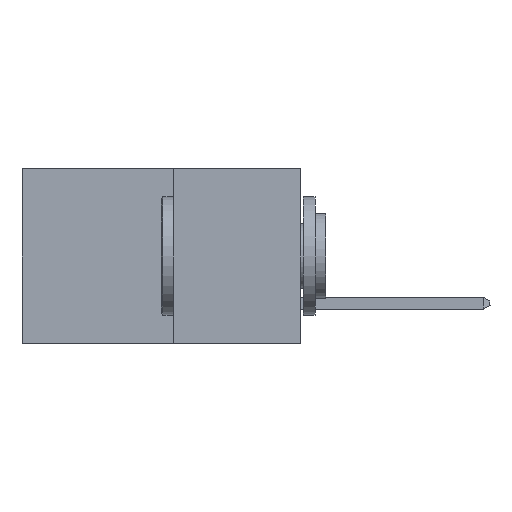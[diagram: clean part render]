
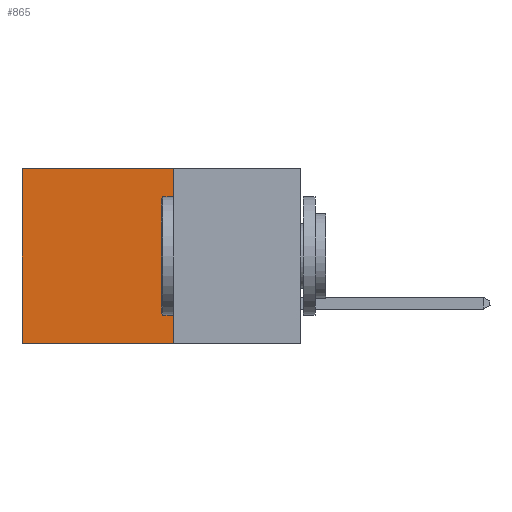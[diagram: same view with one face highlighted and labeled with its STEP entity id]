
A CAD part, left-side view. The second image highlights one B-rep face of the part: STEP entity #865.
In plain terms, the highlighted planar face has unit normal (-1, 0, 0).
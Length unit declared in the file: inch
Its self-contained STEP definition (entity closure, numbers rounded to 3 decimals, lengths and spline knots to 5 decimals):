
#215 = ORIENTED_EDGE ( 'NONE', *, *, #3574, .T. ) ;
#758 = LINE ( 'NONE', #6716, #7604 ) ;
#865 = ADVANCED_FACE ( 'NONE', ( #10615 ), #7742, .F. ) ;
#1076 = ORIENTED_EDGE ( 'NONE', *, *, #11813, .T. ) ;
#1347 = VERTEX_POINT ( 'NONE', #8979 ) ;
#2017 = VECTOR ( 'NONE', #8580, 39.37008 ) ;
#2280 = CARTESIAN_POINT ( 'NONE',  ( 0.277, 0.27, -0.37 ) ) ;
#2818 = DIRECTION ( 'NONE',  ( 0., 0., -1. ) ) ;
#3392 = CARTESIAN_POINT ( 'NONE',  ( 0.277, 0.27, -0.37 ) ) ;
#3574 = EDGE_CURVE ( 'NONE', #8800, #1347, #5700, .T. ) ;
#3889 = ORIENTED_EDGE ( 'NONE', *, *, #9020, .F. ) ;
#4824 = CARTESIAN_POINT ( 'NONE',  ( 0.277, 0.59, -0.37 ) ) ;
#5303 = AXIS2_PLACEMENT_3D ( 'NONE', #2280, #12875, #2818 ) ;
#5309 = LINE ( 'NONE', #8483, #15175 ) ;
#5700 = LINE ( 'NONE', #11183, #2017 ) ;
#6660 = ORIENTED_EDGE ( 'NONE', *, *, #14619, .F. ) ;
#6716 = CARTESIAN_POINT ( 'NONE',  ( 0.277, 0.27, -0.37 ) ) ;
#7604 = VECTOR ( 'NONE', #8060, 39.37008 ) ;
#7742 = PLANE ( 'NONE',  #5303 ) ;
#8060 = DIRECTION ( 'NONE',  ( 0., 0., -1. ) ) ;
#8483 = CARTESIAN_POINT ( 'NONE',  ( 0.277, 0.59, -0.37 ) ) ;
#8580 = DIRECTION ( 'NONE',  ( 0., 1., 0. ) ) ;
#8800 = VERTEX_POINT ( 'NONE', #15662 ) ;
#8979 = CARTESIAN_POINT ( 'NONE',  ( 0.277, 0.59, 0. ) ) ;
#9020 = EDGE_CURVE ( 'NONE', #8800, #9694, #758, .T. ) ;
#9694 = VERTEX_POINT ( 'NONE', #14621 ) ;
#10615 = FACE_OUTER_BOUND ( 'NONE', #13923, .T. ) ;
#11183 = CARTESIAN_POINT ( 'NONE',  ( 0.277, 0.27, 0. ) ) ;
#11813 = EDGE_CURVE ( 'NONE', #1347, #17146, #5309, .T. ) ;
#12748 = VECTOR ( 'NONE', #12811, 39.37008 ) ;
#12811 = DIRECTION ( 'NONE',  ( 0., 1., 0. ) ) ;
#12875 = DIRECTION ( 'NONE',  ( 1., 0., 0. ) ) ;
#13923 = EDGE_LOOP ( 'NONE', ( #1076, #6660, #3889, #215 ) ) ;
#14619 = EDGE_CURVE ( 'NONE', #9694, #17146, #15954, .T. ) ;
#14621 = CARTESIAN_POINT ( 'NONE',  ( 0.277, 0.27, -0.37 ) ) ;
#15175 = VECTOR ( 'NONE', #16569, 39.37008 ) ;
#15662 = CARTESIAN_POINT ( 'NONE',  ( 0.277, 0.27, 0. ) ) ;
#15954 = LINE ( 'NONE', #3392, #12748 ) ;
#16569 = DIRECTION ( 'NONE',  ( 0., 0., -1. ) ) ;
#17146 = VERTEX_POINT ( 'NONE', #4824 ) ;
